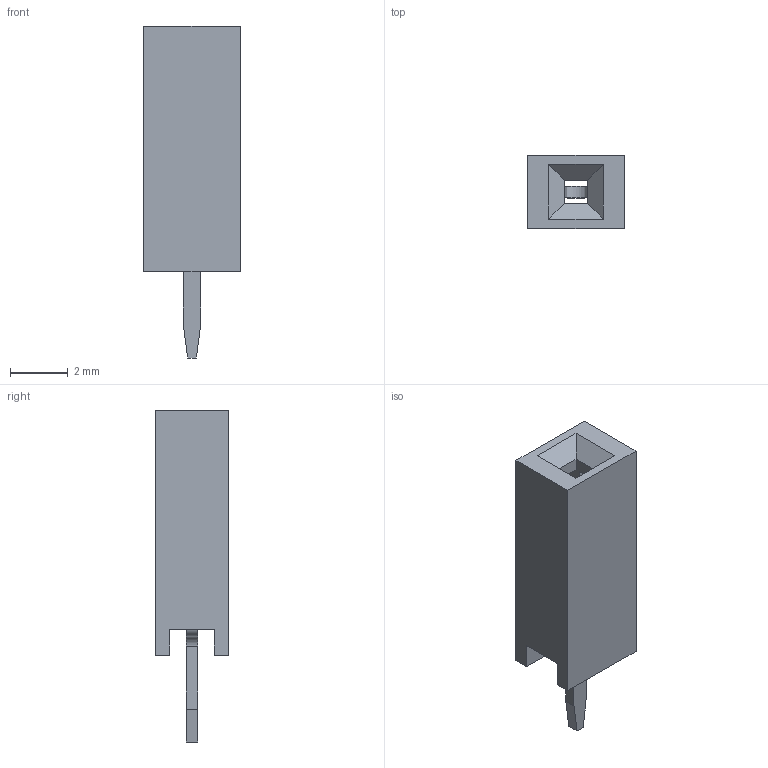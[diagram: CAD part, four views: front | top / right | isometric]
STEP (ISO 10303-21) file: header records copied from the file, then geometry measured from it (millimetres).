
FILE_DESCRIPTION(('STEP AP214'), '1');
FILE_NAME('DS1023-1x5SF11', '2017-07-15T12:29:05', ('Nobody'), (''), 'ASCON STEP Converter 1.3', 'ASCON Math Kernel', '');
FILE_SCHEMA(('AUTOMOTIVE_DESIGN { 1 0 10303 214 3 1 1}'));
Length unit declared in the file: millimetre
Assembly tree (2 placements, depth 2):
  (unnamed)
    (unnamed)
    (unnamed)
Bounding box: 3.34 x 2.54 x 11.5 mm (x, y, z)
Volume: 56.9 mm3; surface area: 200.3 mm2
Topology: 2 solids, 2 shells, 57 faces, 158 edges, 104 vertices
Faces by surface type: plane 46, cylinder 11
Entity records: 2414 total; most frequent: CARTESIAN_POINT 322, ORIENTED_EDGE 316, DIRECTION 300, EDGE_CURVE 158, LINE 136, VECTOR 136, VERTEX_POINT 104, AXIS2_PLACEMENT_3D 82
